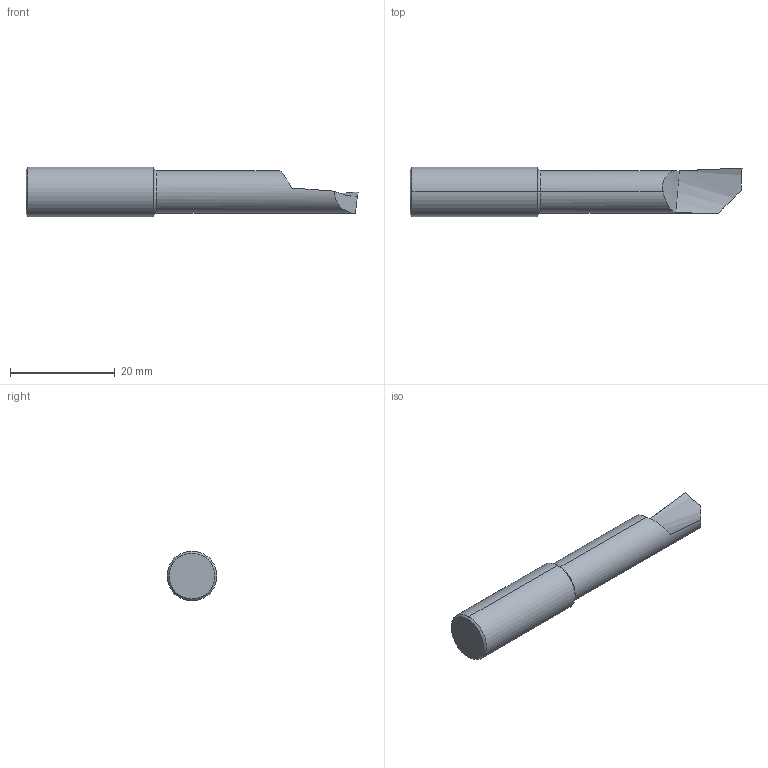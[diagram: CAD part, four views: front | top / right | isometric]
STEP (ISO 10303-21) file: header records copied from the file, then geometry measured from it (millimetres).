
FILE_DESCRIPTION (( 'STEP AP203' ), '1' );
FILE_NAME ('216396-HB3601500.STEP', '2024-08-09T17:22:34', ( '' ), ( '' ), 'SwSTEP 2.0', 'SolidWorks 2024', '' );
FILE_SCHEMA (( 'CONFIG_CONTROL_DESIGN' ));
Length unit declared in the file: inch
Products named in the file (1): 216396-HB3601500
Bounding box: 63.5 x 9.52 x 9.52 mm (x, y, z)
Volume: 3292.7 mm3; surface area: 1757.1 mm2
Topology: 1 solids, 1 shells, 21 faces, 48 edges, 30 vertices
Faces by surface type: plane 8, bspline 5, cylinder 4, torus 2, cone 2
Entity records: 886 total; most frequent: CARTESIAN_POINT 384, ORIENTED_EDGE 96, DIRECTION 75, EDGE_CURVE 48, AXIS2_PLACEMENT_3D 33, VERTEX_POINT 30, EDGE_LOOP 22, ADVANCED_FACE 21
